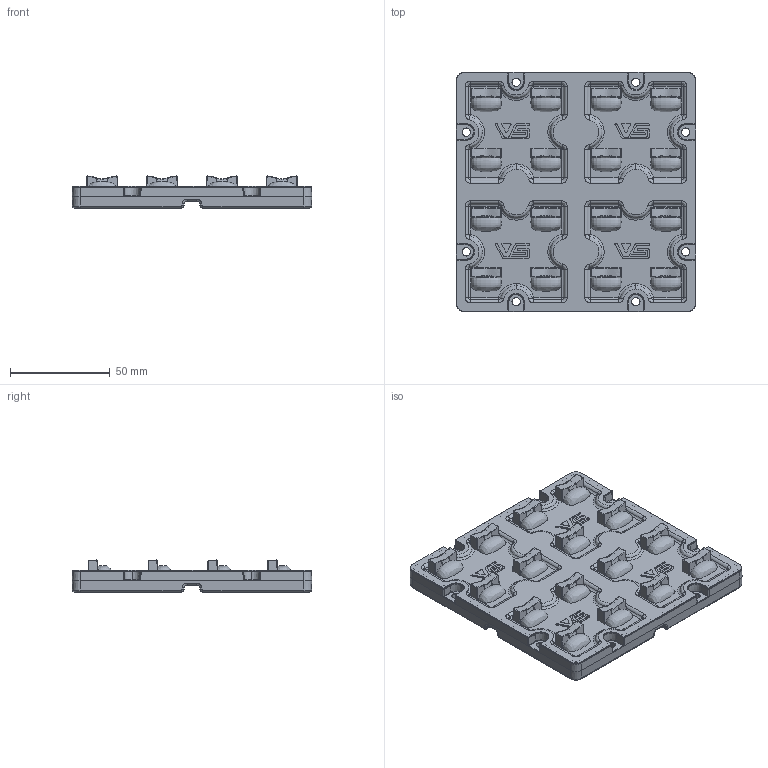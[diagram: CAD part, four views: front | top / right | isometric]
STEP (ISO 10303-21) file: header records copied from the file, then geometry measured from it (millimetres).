
FILE_DESCRIPTION (( 'STEP AP214' ), '1' );
FILE_NAME ('001636-S1 WU-M-515.STEP', '2016-04-11T06:56:03', ( 'Admin' ), ( 'Microsoft' ), 'SwSTEP 2.0', 'SolidWorks 2016', '' );
FILE_SCHEMA (( 'AUTOMOTIVE_DESIGN' ));
Length unit declared in the file: millimetre
Products named in the file (4): 001636-S1 WU-M-515; 16-fach Silikon-MClass-Optik; 001636-H1.1395-A2 Thermal Tape; 001636-M1.6025-A4 Carrier MClass 
Assembly tree (3 placements, depth 2):
  001636-S1 WU-M-515
    001636-M1.6025-A4 Carrier MClass 
    001636-H1.1395-A2 Thermal Tape
    16-fach Silikon-MClass-Optik
Bounding box: 120 x 120 x 16.04 mm (x, y, z)
Volume: 86699.8 mm3; surface area: 101932.7 mm2
Topology: 2 solids, 43 shells, 3460 faces, 9182 edges, 5649 vertices
Faces by surface type: bspline 1103, cylinder 1003, plane 730, cone 231, torus 217, sphere 176
Entity records: 210210 total; most frequent: CARTESIAN_POINT 133454, ORIENTED_EDGE 16939, DIRECTION 14337, EDGE_CURVE 9097, AXIS2_PLACEMENT_3D 5752, VERTEX_POINT 5649, EDGE_LOOP 3640, FACE_OUTER_BOUND 3460
